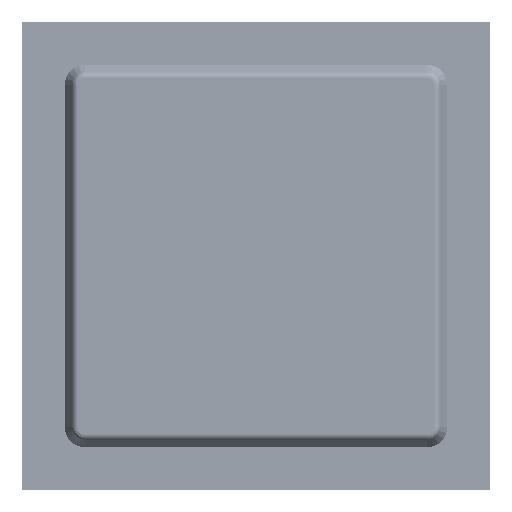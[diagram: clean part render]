
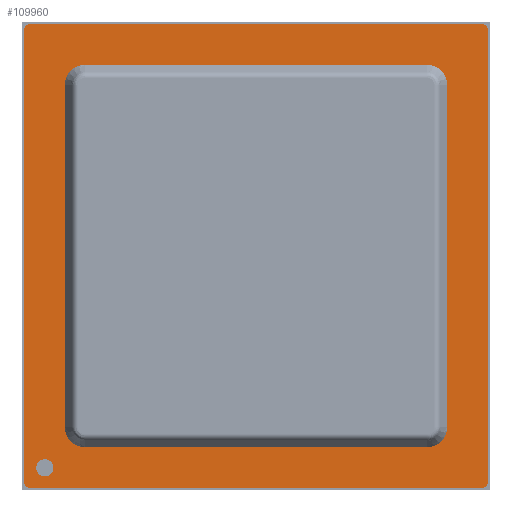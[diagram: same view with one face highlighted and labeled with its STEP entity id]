
A CAD part, top view. The second image highlights one B-rep face of the part: STEP entity #109960.
In plain terms, the highlighted planar face has unit normal (0, 0, 1).
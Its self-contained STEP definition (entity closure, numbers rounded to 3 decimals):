
#212 = CARTESIAN_POINT ( 'NONE',  ( 11.1, 11.1, 1.26 ) ) ;
#926 = DIRECTION ( 'NONE',  ( 0., 0., 1. ) ) ;
#1419 = VECTOR ( 'NONE', #70988, 1000. ) ;
#4018 = VERTEX_POINT ( 'NONE', #82608 ) ;
#5393 = CARTESIAN_POINT ( 'NONE',  ( 11.1, -11.1, 1.26 ) ) ;
#7904 = DIRECTION ( 'NONE',  ( 1., 0., 0. ) ) ;
#10441 = CARTESIAN_POINT ( 'NONE',  ( 11.4, 0., 1.26 ) ) ;
#10931 = CARTESIAN_POINT ( 'NONE',  ( 11.1, -11.4, 1.26 ) ) ;
#10984 = LINE ( 'NONE', #36094, #1419 ) ;
#11532 = DIRECTION ( 'NONE',  ( 0., 0., 1. ) ) ;
#12321 = CARTESIAN_POINT ( 'NONE',  ( -11.1, 11.1, 1.26 ) ) ;
#12741 = CIRCLE ( 'NONE', #80777, 0.424 ) ;
#13110 = EDGE_LOOP ( 'NONE', ( #46282, #68365, #97541, #86435, #122529, #127355, #27194, #54916 ) ) ;
#14579 = DIRECTION ( 'NONE',  ( -1., 0., 0. ) ) ;
#19232 = CARTESIAN_POINT ( 'NONE',  ( 11.4, -11.1, 1.26 ) ) ;
#20690 = DIRECTION ( 'NONE',  ( 0., 0., 1. ) ) ;
#21746 = CARTESIAN_POINT ( 'NONE',  ( -11.4, -11.1, 1.26 ) ) ;
#22968 = VERTEX_POINT ( 'NONE', #69512 ) ;
#23979 = VECTOR ( 'NONE', #59094, 1000. ) ;
#24528 = CARTESIAN_POINT ( 'NONE',  ( -10.803, -10.415, 1.26 ) ) ;
#26759 = EDGE_CURVE ( 'NONE', #82070, #37809, #71955, .T. ) ;
#27194 = ORIENTED_EDGE ( 'NONE', *, *, #99417, .F. ) ;
#27968 = EDGE_CURVE ( 'NONE', #37809, #82070, #12741, .T. ) ;
#32533 = VERTEX_POINT ( 'NONE', #56202 ) ;
#33182 = EDGE_CURVE ( 'NONE', #69035, #32533, #149418, .T. ) ;
#36094 = CARTESIAN_POINT ( 'NONE',  ( -11.4, 0., 1.26 ) ) ;
#36735 = AXIS2_PLACEMENT_3D ( 'NONE', #49447, #41132, #98218 ) ;
#37809 = VERTEX_POINT ( 'NONE', #24528 ) ;
#40244 = VERTEX_POINT ( 'NONE', #100218 ) ;
#41132 = DIRECTION ( 'NONE',  ( 0., 0., 1. ) ) ;
#44520 = EDGE_CURVE ( 'NONE', #22968, #40244, #95664, .T. ) ;
#46282 = ORIENTED_EDGE ( 'NONE', *, *, #33182, .F. ) ;
#46553 = DIRECTION ( 'NONE',  ( 1., 0., 0. ) ) ;
#47667 = DIRECTION ( 'NONE',  ( 1., 0., 0. ) ) ;
#48696 = EDGE_CURVE ( 'NONE', #69035, #127715, #144485, .T. ) ;
#49447 = CARTESIAN_POINT ( 'NONE',  ( -11.1, -11.1, 1.26 ) ) ;
#52326 = EDGE_CURVE ( 'NONE', #110573, #22968, #128879, .T. ) ;
#52606 = CIRCLE ( 'NONE', #101249, 0.3 ) ;
#53785 = EDGE_LOOP ( 'NONE', ( #56371, #69315 ) ) ;
#54916 = ORIENTED_EDGE ( 'NONE', *, *, #84485, .T. ) ;
#56202 = CARTESIAN_POINT ( 'NONE',  ( -11.1, -11.4, 1.26 ) ) ;
#56371 = ORIENTED_EDGE ( 'NONE', *, *, #26759, .F. ) ;
#58302 = DIRECTION ( 'NONE',  ( 0., 1., 0. ) ) ;
#59094 = DIRECTION ( 'NONE',  ( -1., 0., 0. ) ) ;
#62379 = CARTESIAN_POINT ( 'NONE',  ( 0., -11.4, 1.26 ) ) ;
#63135 = AXIS2_PLACEMENT_3D ( 'NONE', #212, #11532, #46553 ) ;
#64422 = AXIS2_PLACEMENT_3D ( 'NONE', #5393, #111878, #101149 ) ;
#66391 = FACE_BOUND ( 'NONE', #53785, .T. ) ;
#68365 = ORIENTED_EDGE ( 'NONE', *, *, #48696, .T. ) ;
#69035 = VERTEX_POINT ( 'NONE', #10931 ) ;
#69315 = ORIENTED_EDGE ( 'NONE', *, *, #27968, .F. ) ;
#69512 = CARTESIAN_POINT ( 'NONE',  ( 11.1, 11.4, 1.26 ) ) ;
#70988 = DIRECTION ( 'NONE',  ( 0., 1., 0. ) ) ;
#71955 = CIRCLE ( 'NONE', #140247, 0.424 ) ;
#77065 = PLANE ( 'NONE',  #125984 ) ;
#77257 = EDGE_CURVE ( 'NONE', #127715, #110573, #106325, .T. ) ;
#78564 = DIRECTION ( 'NONE',  ( 0., 0., 1. ) ) ;
#80777 = AXIS2_PLACEMENT_3D ( 'NONE', #99561, #92587, #47667 ) ;
#82070 = VERTEX_POINT ( 'NONE', #98362 ) ;
#82608 = CARTESIAN_POINT ( 'NONE',  ( -11.4, 11.1, 1.26 ) ) ;
#84485 = EDGE_CURVE ( 'NONE', #117225, #32533, #124378, .T. ) ;
#86435 = ORIENTED_EDGE ( 'NONE', *, *, #52326, .T. ) ;
#87370 = VECTOR ( 'NONE', #14579, 1000. ) ;
#92587 = DIRECTION ( 'NONE',  ( 0., 0., 1. ) ) ;
#95664 = LINE ( 'NONE', #105625, #23979 ) ;
#96990 = VECTOR ( 'NONE', #58302, 1000. ) ;
#97541 = ORIENTED_EDGE ( 'NONE', *, *, #77257, .T. ) ;
#98218 = DIRECTION ( 'NONE',  ( 1., 0., 0. ) ) ;
#98362 = CARTESIAN_POINT ( 'NONE',  ( -9.954, -10.415, 1.26 ) ) ;
#99417 = EDGE_CURVE ( 'NONE', #117225, #4018, #10984, .T. ) ;
#99561 = CARTESIAN_POINT ( 'NONE',  ( -10.379, -10.415, 1.26 ) ) ;
#100218 = CARTESIAN_POINT ( 'NONE',  ( -11.1, 11.4, 1.26 ) ) ;
#101149 = DIRECTION ( 'NONE',  ( 1., 0., 0. ) ) ;
#101249 = AXIS2_PLACEMENT_3D ( 'NONE', #12321, #926, #149399 ) ;
#105625 = CARTESIAN_POINT ( 'NONE',  ( 0., 11.4, 1.26 ) ) ;
#106325 = LINE ( 'NONE', #10441, #96990 ) ;
#109960 = ADVANCED_FACE ( 'NONE', ( #66391, #147233 ), #77065, .T. ) ;
#110573 = VERTEX_POINT ( 'NONE', #139899 ) ;
#111878 = DIRECTION ( 'NONE',  ( 0., 0., 1. ) ) ;
#114407 = CARTESIAN_POINT ( 'NONE',  ( 0., 0., 1.26 ) ) ;
#117225 = VERTEX_POINT ( 'NONE', #21746 ) ;
#122529 = ORIENTED_EDGE ( 'NONE', *, *, #44520, .T. ) ;
#123563 = CARTESIAN_POINT ( 'NONE',  ( -10.379, -10.415, 1.26 ) ) ;
#124378 = CIRCLE ( 'NONE', #36735, 0.3 ) ;
#125984 = AXIS2_PLACEMENT_3D ( 'NONE', #114407, #78564, #7904 ) ;
#127355 = ORIENTED_EDGE ( 'NONE', *, *, #140072, .T. ) ;
#127715 = VERTEX_POINT ( 'NONE', #19232 ) ;
#128879 = CIRCLE ( 'NONE', #63135, 0.3 ) ;
#139899 = CARTESIAN_POINT ( 'NONE',  ( 11.4, 11.1, 1.26 ) ) ;
#140072 = EDGE_CURVE ( 'NONE', #40244, #4018, #52606, .T. ) ;
#140247 = AXIS2_PLACEMENT_3D ( 'NONE', #123563, #20690, #147168 ) ;
#144485 = CIRCLE ( 'NONE', #64422, 0.3 ) ;
#147168 = DIRECTION ( 'NONE',  ( 1., 0., 0. ) ) ;
#147233 = FACE_OUTER_BOUND ( 'NONE', #13110, .T. ) ;
#149399 = DIRECTION ( 'NONE',  ( 1., 0., 0. ) ) ;
#149418 = LINE ( 'NONE', #62379, #87370 ) ;
